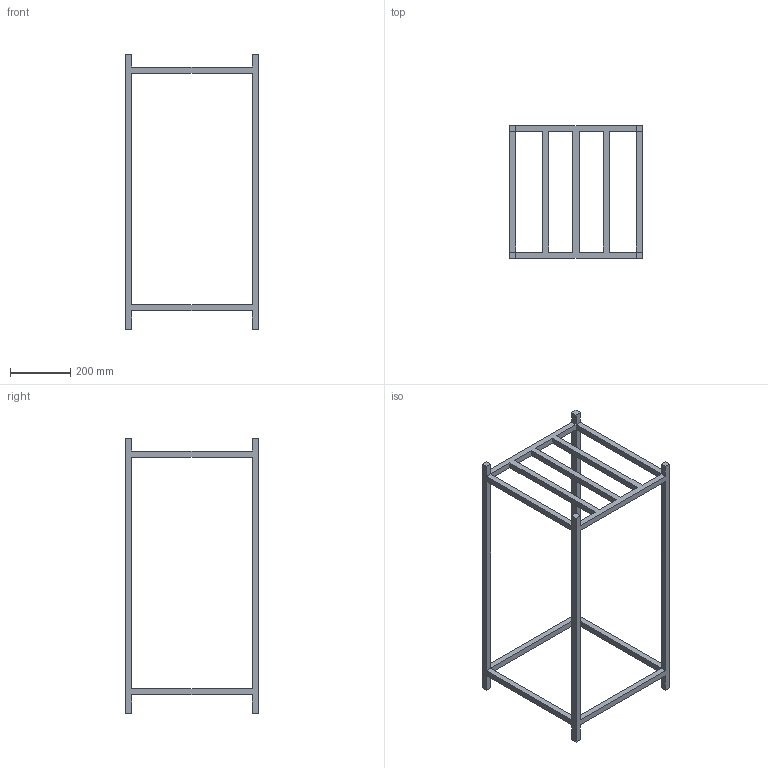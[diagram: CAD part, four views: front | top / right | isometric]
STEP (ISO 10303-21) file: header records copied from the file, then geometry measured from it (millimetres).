
FILE_DESCRIPTION(/* description */ (''),/* implementation_level */ '2;1');
FILE_NAME(/* name */ 'Hung v1.step',/* time_stamp */ '2023-05-19T13:20:33+07:00',/* author */ (''),/* organization */ (''),/* preprocessor_version */ 'ST-DEVELOPER v19.2',/* originating_system */ 'Autodesk Translation Framework v12.4.0.73',/* authorisation */ '');
FILE_SCHEMA (('AUTOMOTIVE_DESIGN { 1 0 10303 214 3 1 1 }'));
Length unit declared in the file: millimetre
Products named in the file (1): Hung
Bounding box: 440 x 440 x 910 mm (x, y, z)
Volume: 3216000 mm3; surface area: 637600 mm2
Topology: 1 solids, 1 shells, 70 faces, 180 edges, 104 vertices
Faces by surface type: plane 70
Entity records: 2085 total; most frequent: ORIENTED_EDGE 360, CARTESIAN_POINT 355, DIRECTION 322, LINE 180, VECTOR 180, EDGE_CURVE 180, VERTEX_POINT 104, EDGE_LOOP 78
